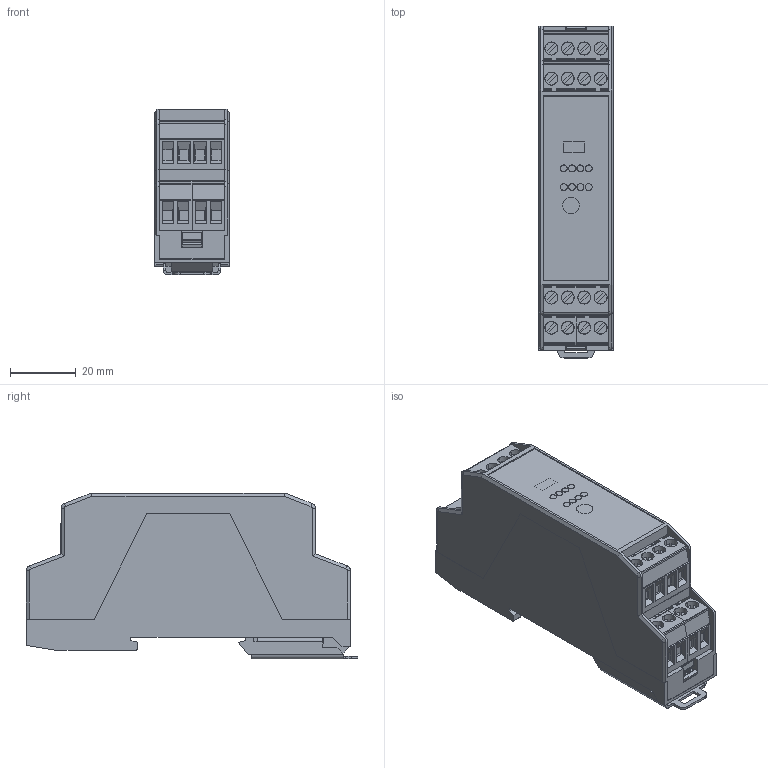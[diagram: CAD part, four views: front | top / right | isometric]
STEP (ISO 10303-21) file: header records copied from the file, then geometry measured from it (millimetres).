
FILE_DESCRIPTION((''),'2;1');
FILE_NAME('DM_CAD-2242_ASM','2016-03-07T',('Creinig-se'),(''),'PRO/ENGINEER BY PARAMETRIC TECHNOLOGY CORPORATION, 2013050','PRO/ENGINEER BY PARAMETRIC TECHNOLOGY CORPORATION, 2013050','');
FILE_SCHEMA(('CONFIG_CONTROL_DESIGN'));
Length unit declared in the file: millimetre
Products named in the file (13): DM_CAD-2242_894; DM_CAD-2242_895; DM_CAD-2242_896; DM_CAD-2242_47310; DM_CAD-2242_47311; DM_CAD-2242_47312; DM_CAD-2242_47313; DM_CAD-2242_897_ASM; DM_CAD-2242_898; DM_CAD-2242_899; DM_CAD-2242_ID-957; DM_CAD-2242_ID-958; DM_CAD-2242_ASM
Assembly tree (15 placements, depth 3):
  DM_CAD-2242_ASM
    DM_CAD-2242_894  x3
    DM_CAD-2242_895
    DM_CAD-2242_896
    DM_CAD-2242_897_ASM  x2
      DM_CAD-2242_47310
      DM_CAD-2242_47311
      DM_CAD-2242_47312
      DM_CAD-2242_47313
    DM_CAD-2242_898
    DM_CAD-2242_899
    DM_CAD-2242_ID-957
    DM_CAD-2242_ID-958
Bounding box: 22.6 x 101.3 x 50.6 mm (x, y, z)
Volume: 36952.2 mm3; surface area: 40320.9 mm2
Topology: 17 solids, 17 shells, 1397 faces, 3652 edges, 2379 vertices
Faces by surface type: plane 1057, cylinder 332, cone 8
Entity records: 35908 total; most frequent: CARTESIAN_POINT 5139, ORIENTED_EDGE 4996, DIRECTION 4895, EDGE_CURVE 2498, PRESENTATION_STYLE_ASSIGNMENT 2174, STYLED_ITEM 2174, CURVE_STYLE 2168, VECTOR 2023
